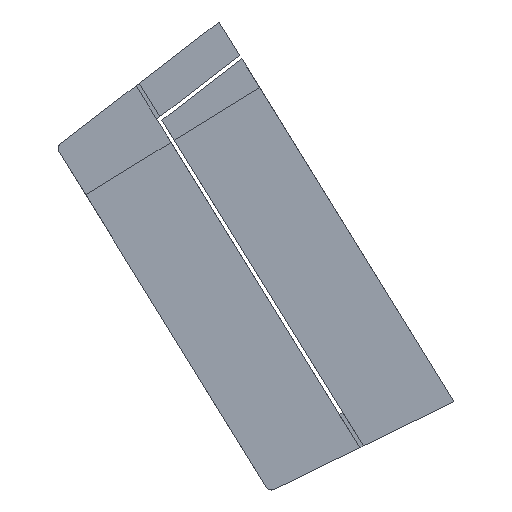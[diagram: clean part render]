
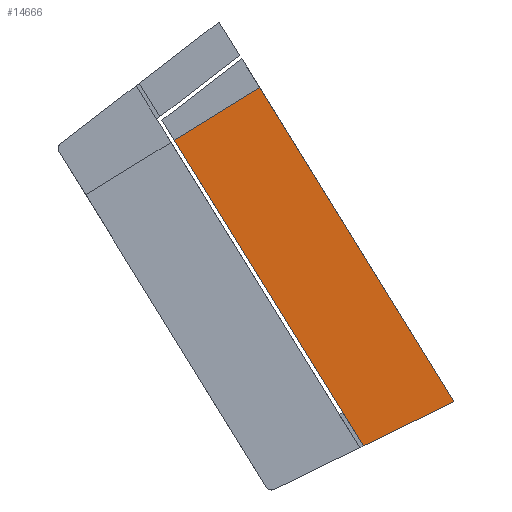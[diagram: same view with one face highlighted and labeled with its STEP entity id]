
A CAD part, front view. The second image highlights one B-rep face of the part: STEP entity #14666.
In plain terms, the highlighted planar face has unit normal (0.008, -1, -0.013).
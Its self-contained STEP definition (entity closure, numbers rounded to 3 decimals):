
#14383 = PLANE('',#14384);
#14384 = AXIS2_PLACEMENT_3D('',#14385,#14386,#14387);
#14385 = CARTESIAN_POINT('',(8273.998,-21.828,
    8961.327));
#14386 = DIRECTION('',(0.851,0.,0.526));
#14387 = DIRECTION('',(0.,-1.,0.));
#14406 = VERTEX_POINT('',#14407);
#14407 = CARTESIAN_POINT('',(11418.168,0.,3874.007));
#14420 = PLANE('',#14421);
#14421 = AXIS2_PLACEMENT_3D('',#14422,#14423,#14424);
#14422 = CARTESIAN_POINT('',(0.,0.,-7500.));
#14423 = DIRECTION('',(0.,-1.,-0.));
#14424 = DIRECTION('',(1.,0.,0.));
#14431 = EDGE_CURVE('',#14406,#14432,#14434,.T.);
#14432 = VERTEX_POINT('',#14433);
#14433 = CARTESIAN_POINT('',(12142.219,21.086,
    2702.48));
#14434 = SURFACE_CURVE('',#14435,(#14439,#14445),.PCURVE_S1.);
#14435 = LINE('',#14436,#14437);
#14436 = CARTESIAN_POINT('',(9993.723,-41.482,
    6178.782));
#14437 = VECTOR('',#14438,1.);
#14438 = DIRECTION('',(0.526,0.015,-0.851
    ));
#14439 = PCURVE('',#14383,#14440);
#14440 = DEFINITIONAL_REPRESENTATION('',(#14441),#14444);
#14441 = B_SPLINE_CURVE_WITH_KNOTS('',1,(#14442,#14443),.UNSPECIFIED.,
  .F.,.F.,(2,2),(2289.909,4250.513),
  .PIECEWISE_BEZIER_KNOTS.);
#14442 = CARTESIAN_POINT('',(-15.401,5560.728));
#14443 = CARTESIAN_POINT('',(-45.415,7521.102));
#14444 = ( GEOMETRIC_REPRESENTATION_CONTEXT(2) 
PARAMETRIC_REPRESENTATION_CONTEXT() REPRESENTATION_CONTEXT('2D SPACE',''
  ) );
#14445 = PCURVE('',#14446,#14451);
#14446 = PLANE('',#14447);
#14447 = AXIS2_PLACEMENT_3D('',#14448,#14449,#14450);
#14448 = CARTESIAN_POINT('',(10074.539,8.583,
    2384.58));
#14449 = DIRECTION('',(0.008,-1.,
    -0.013));
#14450 = DIRECTION('',(0.,0.013,-1.));
#14451 = DEFINITIONAL_REPRESENTATION('',(#14452),#14455);
#14452 = B_SPLINE_CURVE_WITH_KNOTS('',1,(#14453,#14454),.UNSPECIFIED.,
  .F.,.F.,(2,2),(2289.909,4250.513),
  .PIECEWISE_BEZIER_KNOTS.);
#14453 = CARTESIAN_POINT('',(-1846.562,1122.966));
#14454 = CARTESIAN_POINT('',(-178.724,2153.637));
#14455 = ( GEOMETRIC_REPRESENTATION_CONTEXT(2) 
PARAMETRIC_REPRESENTATION_CONTEXT() REPRESENTATION_CONTEXT('2D SPACE',''
  ) );
#14472 = PLANE('',#14473);
#14473 = AXIS2_PLACEMENT_3D('',#14474,#14475,#14476);
#14474 = CARTESIAN_POINT('',(1261.95,0.,-2592.896)
  );
#14475 = DIRECTION('',(0.438,0.,-0.899));
#14476 = DIRECTION('',(0.,-1.,0.));
#14547 = PLANE('',#14548);
#14548 = AXIS2_PLACEMENT_3D('',#14549,#14550,#14551);
#14549 = CARTESIAN_POINT('',(8599.751,-45.193,
    9164.66));
#14550 = DIRECTION('',(0.851,0.,0.526));
#14551 = DIRECTION('',(0.,-1.,0.));
#14627 = VERTEX_POINT('',#14628);
#14628 = CARTESIAN_POINT('',(12489.253,21.679,
    2871.38));
#14647 = EDGE_CURVE('',#14432,#14627,#14648,.T.);
#14648 = SURFACE_CURVE('',#14649,(#14653,#14659),.PCURVE_S1.);
#14649 = LINE('',#14650,#14651);
#14650 = CARTESIAN_POINT('',(5803.681,10.243,
    -382.457));
#14651 = VECTOR('',#14652,1.);
#14652 = DIRECTION('',(0.899,0.002,0.438)
  );
#14653 = PCURVE('',#14472,#14654);
#14654 = DEFINITIONAL_REPRESENTATION('',(#14655),#14658);
#14655 = B_SPLINE_CURVE_WITH_KNOTS('',1,(#14656,#14657),.UNSPECIFIED.,
  .F.,.F.,(2,2),(6592.545,7511.97),
  .PIECEWISE_BEZIER_KNOTS.);
#14656 = CARTESIAN_POINT('',(-20.383,-11643.612));
#14657 = CARTESIAN_POINT('',(-21.797,-12563.037));
#14658 = ( GEOMETRIC_REPRESENTATION_CONTEXT(2) 
PARAMETRIC_REPRESENTATION_CONTEXT() REPRESENTATION_CONTEXT('2D SPACE',''
  ) );
#14659 = PCURVE('',#14446,#14660);
#14660 = DEFINITIONAL_REPRESENTATION('',(#14661),#14664);
#14661 = B_SPLINE_CURVE_WITH_KNOTS('',1,(#14662,#14663),.UNSPECIFIED.,
  .F.,.F.,(2,2),(6592.545,7511.97),
  .PIECEWISE_BEZIER_KNOTS.);
#14662 = CARTESIAN_POINT('',(-117.809,1656.95));
#14663 = CARTESIAN_POINT('',(-520.113,2483.687));
#14664 = ( GEOMETRIC_REPRESENTATION_CONTEXT(2) 
PARAMETRIC_REPRESENTATION_CONTEXT() REPRESENTATION_CONTEXT('2D SPACE',''
  ) );
#14666 = ADVANCED_FACE('',(#14667),#14446,.T.);
#14667 = FACE_BOUND('',#14668,.T.);
#14668 = EDGE_LOOP('',(#14669,#14690,#14691,#14692));
#14669 = ORIENTED_EDGE('',*,*,#14670,.T.);
#14670 = EDGE_CURVE('',#14671,#14406,#14673,.T.);
#14671 = VERTEX_POINT('',#14672);
#14672 = CARTESIAN_POINT('',(11744.817,0.,4075.889));
#14673 = SURFACE_CURVE('',#14674,(#14678,#14684),.PCURVE_S1.);
#14674 = LINE('',#14675,#14676);
#14675 = CARTESIAN_POINT('',(3924.568,0.,
    -757.341));
#14676 = VECTOR('',#14677,1.);
#14677 = DIRECTION('',(-0.851,0.,-0.526));
#14678 = PCURVE('',#14446,#14679);
#14679 = DEFINITIONAL_REPRESENTATION('',(#14680),#14683);
#14680 = B_SPLINE_CURVE_WITH_KNOTS('',1,(#14681,#14682),.UNSPECIFIED.,
  .F.,.F.,(2,2),(-9684.865,-8621.78),
  .PIECEWISE_BEZIER_KNOTS.);
#14681 = CARTESIAN_POINT('',(-1949.699,2088.511));
#14682 = CARTESIAN_POINT('',(-1390.845,1184.17));
#14683 = ( GEOMETRIC_REPRESENTATION_CONTEXT(2) 
PARAMETRIC_REPRESENTATION_CONTEXT() REPRESENTATION_CONTEXT('2D SPACE',''
  ) );
#14684 = PCURVE('',#14420,#14685);
#14685 = DEFINITIONAL_REPRESENTATION('',(#14686),#14689);
#14686 = B_SPLINE_CURVE_WITH_KNOTS('',1,(#14687,#14688),.UNSPECIFIED.,
  .F.,.F.,(2,2),(-9684.865,-8621.78),
  .PIECEWISE_BEZIER_KNOTS.);
#14687 = CARTESIAN_POINT('',(12162.983,11834.333));
#14688 = CARTESIAN_POINT('',(11258.671,11275.431));
#14689 = ( GEOMETRIC_REPRESENTATION_CONTEXT(2) 
PARAMETRIC_REPRESENTATION_CONTEXT() REPRESENTATION_CONTEXT('2D SPACE',''
  ) );
#14690 = ORIENTED_EDGE('',*,*,#14431,.T.);
#14691 = ORIENTED_EDGE('',*,*,#14647,.T.);
#14692 = ORIENTED_EDGE('',*,*,#14693,.T.);
#14693 = EDGE_CURVE('',#14627,#14671,#14694,.T.);
#14694 = SURFACE_CURVE('',#14695,(#14699,#14705),.PCURVE_S1.);
#14695 = LINE('',#14696,#14697);
#14696 = CARTESIAN_POINT('',(10319.83,-41.498,
    6381.542));
#14697 = VECTOR('',#14698,1.);
#14698 = DIRECTION('',(-0.526,-0.015,
    0.851));
#14699 = PCURVE('',#14446,#14700);
#14700 = DEFINITIONAL_REPRESENTATION('',(#14701),#14704);
#14701 = B_SPLINE_CURVE_WITH_KNOTS('',1,(#14702,#14703),.UNSPECIFIED.,
  .F.,.F.,(2,2),(-4298.078,-2244.407),
  .PIECEWISE_BEZIER_KNOTS.);
#14702 = CARTESIAN_POINT('',(-341.004,2504.759));
#14703 = CARTESIAN_POINT('',(-2088.012,1425.163));
#14704 = ( GEOMETRIC_REPRESENTATION_CONTEXT(2) 
PARAMETRIC_REPRESENTATION_CONTEXT() REPRESENTATION_CONTEXT('2D SPACE',''
  ) );
#14705 = PCURVE('',#14547,#14706);
#14706 = DEFINITIONAL_REPRESENTATION('',(#14707),#14710);
#14707 = B_SPLINE_CURVE_WITH_KNOTS('',1,(#14708,#14709),.UNSPECIFIED.,
  .F.,.F.,(2,2),(-4298.078,-2244.407),
  .PIECEWISE_BEZIER_KNOTS.);
#14708 = CARTESIAN_POINT('',(-69.492,7569.335));
#14709 = CARTESIAN_POINT('',(-38.054,5515.905));
#14710 = ( GEOMETRIC_REPRESENTATION_CONTEXT(2) 
PARAMETRIC_REPRESENTATION_CONTEXT() REPRESENTATION_CONTEXT('2D SPACE',''
  ) );
